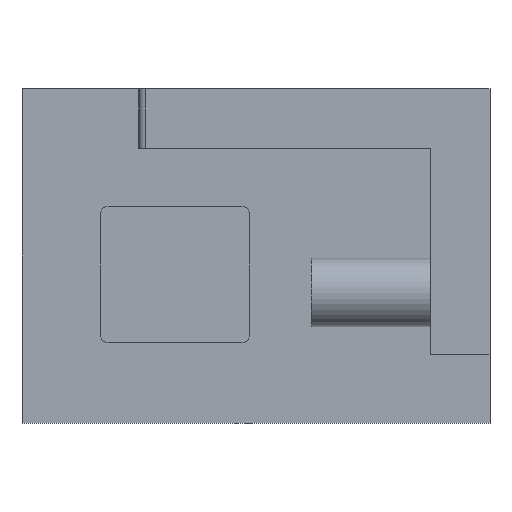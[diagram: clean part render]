
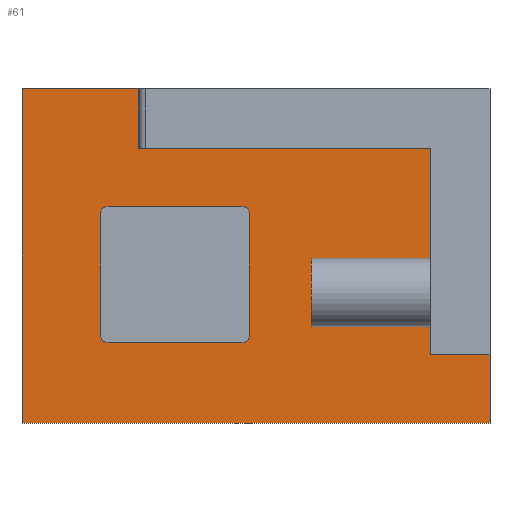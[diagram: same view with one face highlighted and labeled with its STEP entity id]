
A CAD part, front view. The second image highlights one B-rep face of the part: STEP entity #61.
In plain terms, the highlighted planar face has unit normal (0, -1, 0).
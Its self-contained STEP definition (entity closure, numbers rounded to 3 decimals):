
#61=ADVANCED_FACE('',(#101,#102),#84,.F.);
#84=PLANE('',#564);
#101=FACE_BOUND('',#107,.T.);
#102=FACE_BOUND('',#108,.T.);
#107=EDGE_LOOP('',(#133,#134,#135,#136,#137,#138,#139,#140));
#108=EDGE_LOOP('',(#141,#142,#143,#144,#145,#146,#147,#148));
#133=ORIENTED_EDGE('',*,*,#283,.T.);
#134=ORIENTED_EDGE('',*,*,#284,.T.);
#135=ORIENTED_EDGE('',*,*,#285,.T.);
#136=ORIENTED_EDGE('',*,*,#286,.T.);
#137=ORIENTED_EDGE('',*,*,#287,.T.);
#138=ORIENTED_EDGE('',*,*,#288,.T.);
#139=ORIENTED_EDGE('',*,*,#289,.T.);
#140=ORIENTED_EDGE('',*,*,#290,.T.);
#141=ORIENTED_EDGE('',*,*,#291,.F.);
#142=ORIENTED_EDGE('',*,*,#292,.F.);
#143=ORIENTED_EDGE('',*,*,#293,.F.);
#144=ORIENTED_EDGE('',*,*,#294,.F.);
#145=ORIENTED_EDGE('',*,*,#295,.F.);
#146=ORIENTED_EDGE('',*,*,#296,.F.);
#147=ORIENTED_EDGE('',*,*,#297,.F.);
#148=ORIENTED_EDGE('',*,*,#298,.F.);
#245=VERTEX_POINT('',#748);
#246=VERTEX_POINT('',#749);
#247=VERTEX_POINT('',#751);
#248=VERTEX_POINT('',#753);
#249=VERTEX_POINT('',#755);
#250=VERTEX_POINT('',#757);
#251=VERTEX_POINT('',#759);
#252=VERTEX_POINT('',#761);
#253=VERTEX_POINT('',#764);
#254=VERTEX_POINT('',#765);
#255=VERTEX_POINT('',#767);
#256=VERTEX_POINT('',#769);
#257=VERTEX_POINT('',#771);
#258=VERTEX_POINT('',#773);
#259=VERTEX_POINT('',#775);
#260=VERTEX_POINT('',#777);
#283=EDGE_CURVE('',#245,#246,#412,.T.);
#284=EDGE_CURVE('',#246,#247,#340,.T.);
#285=EDGE_CURVE('',#247,#248,#413,.T.);
#286=EDGE_CURVE('',#248,#249,#341,.T.);
#287=EDGE_CURVE('',#249,#250,#414,.T.);
#288=EDGE_CURVE('',#250,#251,#342,.T.);
#289=EDGE_CURVE('',#251,#252,#415,.T.);
#290=EDGE_CURVE('',#252,#245,#343,.T.);
#291=EDGE_CURVE('',#253,#254,#416,.T.);
#292=EDGE_CURVE('',#255,#253,#417,.T.);
#293=EDGE_CURVE('',#256,#255,#418,.T.);
#294=EDGE_CURVE('',#257,#256,#419,.T.);
#295=EDGE_CURVE('',#258,#257,#420,.T.);
#296=EDGE_CURVE('',#259,#258,#421,.T.);
#297=EDGE_CURVE('',#260,#259,#422,.T.);
#298=EDGE_CURVE('',#254,#260,#423,.T.);
#340=CIRCLE('',#560,5.);
#341=CIRCLE('',#561,5.);
#342=CIRCLE('',#562,5.);
#343=CIRCLE('',#563,5.);
#412=LINE('',#747,#470);
#413=LINE('',#752,#471);
#414=LINE('',#756,#472);
#415=LINE('',#760,#473);
#416=LINE('',#763,#474);
#417=LINE('',#766,#475);
#418=LINE('',#768,#476);
#419=LINE('',#770,#477);
#420=LINE('',#772,#478);
#421=LINE('',#774,#479);
#422=LINE('',#776,#480);
#423=LINE('',#778,#481);
#470=VECTOR('',#615,1.);
#471=VECTOR('',#618,1.);
#472=VECTOR('',#621,1.);
#473=VECTOR('',#624,1.);
#474=VECTOR('',#627,1.);
#475=VECTOR('',#628,1.);
#476=VECTOR('',#629,1.);
#477=VECTOR('',#630,1.);
#478=VECTOR('',#631,1.);
#479=VECTOR('',#632,1.);
#480=VECTOR('',#633,1.);
#481=VECTOR('',#634,1.);
#560=AXIS2_PLACEMENT_3D('',#750,#616,#617);
#561=AXIS2_PLACEMENT_3D('',#754,#619,#620);
#562=AXIS2_PLACEMENT_3D('',#758,#622,#623);
#563=AXIS2_PLACEMENT_3D('',#762,#625,#626);
#564=AXIS2_PLACEMENT_3D('',#779,#635,#636);
#615=DIRECTION('',(-1.,0.,0.));
#616=DIRECTION('',(0.,1.,0.));
#617=DIRECTION('',(0.,0.,1.));
#618=DIRECTION('',(0.,0.,1.));
#619=DIRECTION('',(0.,1.,0.));
#620=DIRECTION('',(0.,0.,1.));
#621=DIRECTION('',(1.,0.,0.));
#622=DIRECTION('',(0.,1.,0.));
#623=DIRECTION('',(0.,0.,1.));
#624=DIRECTION('',(0.,0.,-1.));
#625=DIRECTION('',(0.,1.,0.));
#626=DIRECTION('',(0.,0.,1.));
#627=DIRECTION('',(0.,0.,-1.));
#628=DIRECTION('',(1.,0.,0.));
#629=DIRECTION('',(0.,0.,1.));
#630=DIRECTION('',(-1.,0.,0.));
#631=DIRECTION('',(0.,0.,-1.));
#632=DIRECTION('',(1.,0.,0.));
#633=DIRECTION('',(0.,0.,-1.));
#634=DIRECTION('',(1.,0.,0.));
#635=DIRECTION('',(0.,1.,0.));
#636=DIRECTION('',(0.,0.,1.));
#747=CARTESIAN_POINT('',(153.,-25.,54.));
#748=CARTESIAN_POINT('',(148.,-25.,54.));
#749=CARTESIAN_POINT('',(58.,-25.,54.));
#750=CARTESIAN_POINT('',(58.,-25.,59.));
#751=CARTESIAN_POINT('',(53.,-25.,59.));
#752=CARTESIAN_POINT('',(53.,-25.,54.));
#753=CARTESIAN_POINT('',(53.,-25.,141.));
#754=CARTESIAN_POINT('',(58.,-25.,141.));
#755=CARTESIAN_POINT('',(58.,-25.,146.));
#756=CARTESIAN_POINT('',(53.,-25.,146.));
#757=CARTESIAN_POINT('',(148.,-25.,146.));
#758=CARTESIAN_POINT('',(148.,-25.,141.));
#759=CARTESIAN_POINT('',(153.,-25.,141.));
#760=CARTESIAN_POINT('',(153.,-25.,146.));
#761=CARTESIAN_POINT('',(153.,-25.,59.));
#762=CARTESIAN_POINT('',(148.,-25.,59.));
#763=CARTESIAN_POINT('',(78.449,-25.,225.));
#764=CARTESIAN_POINT('',(78.449,-25.,225.));
#765=CARTESIAN_POINT('',(78.449,-25.,185.));
#766=CARTESIAN_POINT('',(0.,-25.,225.));
#767=CARTESIAN_POINT('',(0.,-25.,225.));
#768=CARTESIAN_POINT('',(0.,-25.,0.));
#769=CARTESIAN_POINT('',(0.,-25.,0.));
#770=CARTESIAN_POINT('',(315.,-25.,0.));
#771=CARTESIAN_POINT('',(315.,-25.,0.));
#772=CARTESIAN_POINT('',(315.,-25.,225.));
#773=CARTESIAN_POINT('',(315.,-25.,46.015));
#774=CARTESIAN_POINT('',(274.849,-25.,46.015));
#775=CARTESIAN_POINT('',(274.849,-25.,46.015));
#776=CARTESIAN_POINT('',(274.849,-25.,185.));
#777=CARTESIAN_POINT('',(274.849,-25.,185.));
#778=CARTESIAN_POINT('',(78.449,-25.,185.));
#779=CARTESIAN_POINT('',(0.,-25.,0.));
